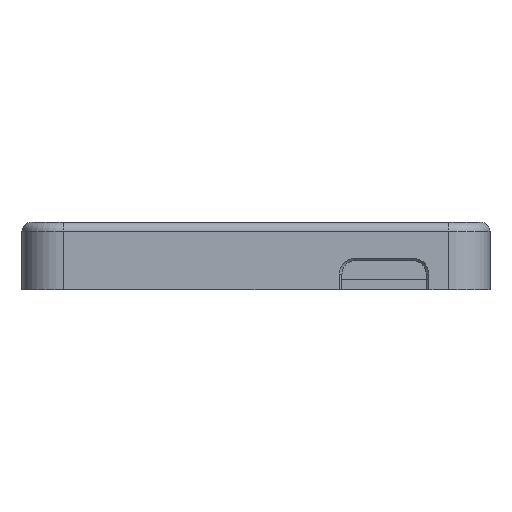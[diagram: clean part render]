
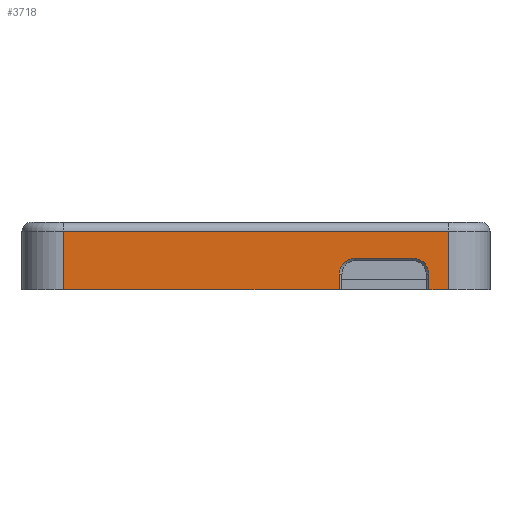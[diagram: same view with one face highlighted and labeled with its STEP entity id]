
A CAD part, left-side view. The second image highlights one B-rep face of the part: STEP entity #3718.
In plain terms, the highlighted planar face has unit normal (-1, 0, 0).
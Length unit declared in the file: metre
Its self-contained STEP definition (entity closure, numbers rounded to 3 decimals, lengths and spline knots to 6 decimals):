
#135=LINE('',#5591,#501);
#146=LINE('',#5632,#512);
#169=LINE('',#5693,#535);
#170=LINE('',#5697,#536);
#171=LINE('',#5701,#537);
#172=LINE('',#5705,#538);
#173=LINE('',#5706,#539);
#174=LINE('',#5708,#540);
#501=VECTOR('',#4384,1.);
#512=VECTOR('',#4417,1.);
#535=VECTOR('',#4466,1.);
#536=VECTOR('',#4471,1.);
#537=VECTOR('',#4474,1.);
#538=VECTOR('',#4477,1.);
#539=VECTOR('',#4478,1.);
#540=VECTOR('',#4479,1.);
#931=ORIENTED_EDGE('',*,*,#1983,.T.);
#932=ORIENTED_EDGE('',*,*,#2035,.T.);
#933=ORIENTED_EDGE('',*,*,#2036,.T.);
#934=ORIENTED_EDGE('',*,*,#2037,.T.);
#935=ORIENTED_EDGE('',*,*,#2038,.T.);
#936=ORIENTED_EDGE('',*,*,#2039,.T.);
#937=ORIENTED_EDGE('',*,*,#2003,.T.);
#938=ORIENTED_EDGE('',*,*,#2040,.F.);
#939=ORIENTED_EDGE('',*,*,#2041,.T.);
#940=ORIENTED_EDGE('',*,*,#2033,.T.);
#1983=EDGE_CURVE('',#2540,#2539,#135,.T.);
#2003=EDGE_CURVE('',#2559,#2558,#146,.T.);
#2033=EDGE_CURVE('',#2584,#2540,#169,.T.);
#2035=EDGE_CURVE('',#2539,#2585,#170,.T.);
#2036=EDGE_CURVE('',#2585,#2586,#2898,.F.);
#2037=EDGE_CURVE('',#2586,#2587,#171,.T.);
#2038=EDGE_CURVE('',#2587,#2588,#2899,.F.);
#2039=EDGE_CURVE('',#2588,#2559,#172,.T.);
#2040=EDGE_CURVE('',#2589,#2558,#173,.T.);
#2041=EDGE_CURVE('',#2589,#2584,#174,.T.);
#2539=VERTEX_POINT('',#5590);
#2540=VERTEX_POINT('',#5592);
#2558=VERTEX_POINT('',#5631);
#2559=VERTEX_POINT('',#5633);
#2584=VERTEX_POINT('',#5694);
#2585=VERTEX_POINT('',#5698);
#2586=VERTEX_POINT('',#5700);
#2587=VERTEX_POINT('',#5702);
#2588=VERTEX_POINT('',#5704);
#2589=VERTEX_POINT('',#5707);
#2898=CIRCLE('',#3980,0.0018);
#2899=CIRCLE('',#3981,0.0018);
#3076=EDGE_LOOP('',(#931,#932,#933,#934,#935,#936,#937,#938,#939,#940));
#3342=FACE_BOUND('',#3076,.T.);
#3606=PLANE('',#3979);
#3718=ADVANCED_FACE('',(#3342),#3606,.T.);
#3979=AXIS2_PLACEMENT_3D('',#5696,#4469,#4470);
#3980=AXIS2_PLACEMENT_3D('',#5699,#4472,#4473);
#3981=AXIS2_PLACEMENT_3D('',#5703,#4475,#4476);
#4384=DIRECTION('',(0.,-1.,0.));
#4417=DIRECTION('',(0.,-1.,0.));
#4466=DIRECTION('',(0.,0.,-1.));
#4469=DIRECTION('',(-1.,0.,0.));
#4470=DIRECTION('',(0.,0.,1.));
#4471=DIRECTION('',(0.,0.,1.));
#4472=DIRECTION('',(-1.,0.,0.));
#4473=DIRECTION('',(0.,0.,1.));
#4474=DIRECTION('',(0.,-1.,0.));
#4475=DIRECTION('',(-1.,0.,0.));
#4476=DIRECTION('',(0.,0.,1.));
#4477=DIRECTION('',(0.,0.,-1.));
#4478=DIRECTION('',(0.,0.,-1.));
#4479=DIRECTION('',(0.,1.,0.));
#5590=CARTESIAN_POINT('',(-0.0444,-0.00923,-0.003));
#5591=CARTESIAN_POINT('',(-0.0444,0.,-0.003));
#5592=CARTESIAN_POINT('',(-0.0444,0.02135,-0.003));
#5631=CARTESIAN_POINT('',(-0.0444,-0.02135,-0.003));
#5632=CARTESIAN_POINT('',(-0.0444,0.,-0.003));
#5633=CARTESIAN_POINT('',(-0.0444,-0.01917,-0.003));
#5693=CARTESIAN_POINT('',(-0.0444,0.02135,0.00445));
#5694=CARTESIAN_POINT('',(-0.0444,0.02135,0.00345));
#5696=CARTESIAN_POINT('',(-0.0444,0.,0.00445));
#5697=CARTESIAN_POINT('',(-0.0444,-0.00923,-0.0013));
#5698=CARTESIAN_POINT('',(-0.0444,-0.00923,-0.0013));
#5699=CARTESIAN_POINT('',(-0.0444,-0.01103,-0.0013));
#5700=CARTESIAN_POINT('',(-0.0444,-0.01103,0.0005));
#5701=CARTESIAN_POINT('',(-0.0444,0.,0.0005));
#5702=CARTESIAN_POINT('',(-0.0444,-0.01737,0.0005));
#5703=CARTESIAN_POINT('',(-0.0444,-0.01737,-0.0013));
#5704=CARTESIAN_POINT('',(-0.0444,-0.01917,-0.0013));
#5705=CARTESIAN_POINT('',(-0.0444,-0.01917,-0.003));
#5706=CARTESIAN_POINT('',(-0.0444,-0.02135,0.00445));
#5707=CARTESIAN_POINT('',(-0.0444,-0.02135,0.00345));
#5708=CARTESIAN_POINT('',(-0.0444,0.,0.00345));
